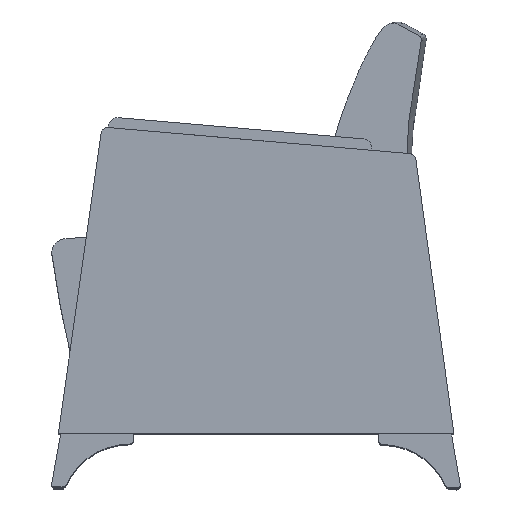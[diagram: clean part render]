
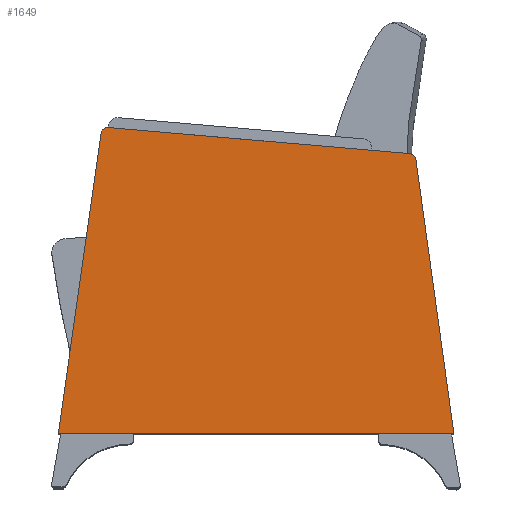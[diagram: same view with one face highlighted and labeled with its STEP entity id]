
A CAD part, top view. The second image highlights one B-rep face of the part: STEP entity #1649.
In plain terms, the highlighted planar face has unit normal (0, 0, 1).
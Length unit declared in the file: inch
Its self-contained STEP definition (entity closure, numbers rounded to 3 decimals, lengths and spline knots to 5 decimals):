
#160=PLANE('',#1853);
#212=LINE('',#3643,#274);
#215=LINE('',#3648,#277);
#216=LINE('',#3653,#278);
#217=LINE('',#3654,#279);
#274=VECTOR('',#2197,0.3937);
#277=VECTOR('',#2202,0.3937);
#278=VECTOR('',#2207,0.3937);
#279=VECTOR('',#2208,0.3937);
#368=FACE_OUTER_BOUND('',#479,.T.);
#479=EDGE_LOOP('',(#1412,#1413,#1414,#1415,#1416,#1417));
#592=CIRCLE('',#1847,0.5);
#595=CIRCLE('',#1854,0.5);
#805=VERTEX_POINT('',#3623);
#806=VERTEX_POINT('',#3624);
#813=VERTEX_POINT('',#3642);
#814=VERTEX_POINT('',#3646);
#815=VERTEX_POINT('',#3650);
#816=VERTEX_POINT('',#3652);
#1014=EDGE_CURVE('',#805,#806,#592,.T.);
#1023=EDGE_CURVE('',#806,#813,#212,.T.);
#1026=EDGE_CURVE('',#805,#814,#215,.T.);
#1027=EDGE_CURVE('',#815,#814,#595,.T.);
#1028=EDGE_CURVE('',#816,#815,#216,.T.);
#1029=EDGE_CURVE('',#813,#816,#217,.T.);
#1412=ORIENTED_EDGE('',*,*,#1014,.F.);
#1413=ORIENTED_EDGE('',*,*,#1026,.T.);
#1414=ORIENTED_EDGE('',*,*,#1027,.F.);
#1415=ORIENTED_EDGE('',*,*,#1028,.F.);
#1416=ORIENTED_EDGE('',*,*,#1029,.F.);
#1417=ORIENTED_EDGE('',*,*,#1023,.F.);
#1649=ADVANCED_FACE('',(#368),#160,.T.);
#1847=AXIS2_PLACEMENT_3D('',#3625,#2181,#2182);
#1853=AXIS2_PLACEMENT_3D('',#3649,#2203,#2204);
#1854=AXIS2_PLACEMENT_3D('',#3651,#2205,#2206);
#2181=DIRECTION('center_axis',(0.,0.,-1.));
#2182=DIRECTION('ref_axis',(0.687,0.726,0.));
#2197=DIRECTION('',(0.139,-0.99,0.));
#2202=DIRECTION('',(-0.996,0.084,0.));
#2203=DIRECTION('center_axis',(0.,0.,1.));
#2204=DIRECTION('ref_axis',(1.,0.,0.));
#2205=DIRECTION('center_axis',(0.,0.,-1.));
#2206=DIRECTION('ref_axis',(-0.656,0.755,0.));
#2207=DIRECTION('',(0.139,0.99,0.));
#2208=DIRECTION('',(-1.,0.,0.));
#3623=CARTESIAN_POINT('',(9.12104,20.07558,2.75));
#3624=CARTESIAN_POINT('',(9.57405,19.64695,2.75));
#3625=CARTESIAN_POINT('Origin',(9.07891,19.57736,2.75));
#3642=CARTESIAN_POINT('',(12.28079,0.38751,2.75));
#3643=CARTESIAN_POINT('',(9.25916,21.88751,2.75));
#3646=CARTESIAN_POINT('',(-12.15771,21.87479,2.75));
#3648=CARTESIAN_POINT('',(-6.44152,21.39147,2.75));
#3649=CARTESIAN_POINT('Origin',(-1.61059,10.43854,2.75));
#3650=CARTESIAN_POINT('',(-12.54082,21.45709,2.75));
#3651=CARTESIAN_POINT('Origin',(-12.04569,21.38751,2.75));
#3652=CARTESIAN_POINT('',(-15.50196,0.38751,2.75));
#3653=CARTESIAN_POINT('',(-15.50196,0.38751,2.75));
#3654=CARTESIAN_POINT('',(12.28079,0.38751,2.75));
